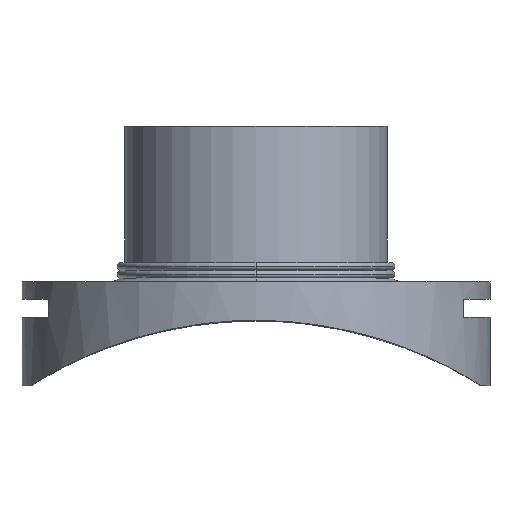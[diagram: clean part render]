
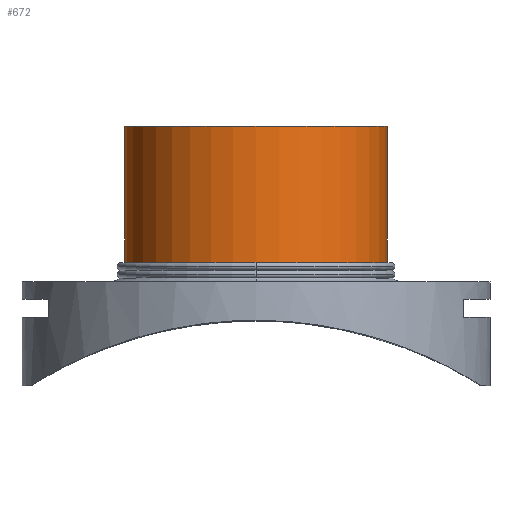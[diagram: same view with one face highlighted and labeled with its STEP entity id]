
A CAD part, top view. The second image highlights one B-rep face of the part: STEP entity #672.
In plain terms, the highlighted cylindrical face has radius 140 mm (diameter 280 mm), a partial arc.
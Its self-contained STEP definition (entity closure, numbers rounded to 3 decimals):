
#336 = EDGE_CURVE( '', #388, #580, #822, .T. );
#388 = VERTEX_POINT( '', #879 );
#404 = EDGE_CURVE( '', #626, #580, #896, .T. );
#412 = EDGE_CURVE( '', #618, #584, #904, .T. );
#484 = EDGE_CURVE( '', #618, #626, #983, .T. );
#580 = VERTEX_POINT( '', #1099 );
#584 = VERTEX_POINT( '', #1103 );
#618 = VERTEX_POINT( '', #1137 );
#626 = VERTEX_POINT( '', #1145 );
#630 = EDGE_CURVE( '', #584, #388, #1150, .T. );
#672 = ADVANCED_FACE( '', ( #1194 ), #1195, .T. );
#822 = LINE( '', #1355, #1356 );
#879 = CARTESIAN_POINT( '', ( -140., 277., 0. ) );
#896 = CIRCLE( '', #1488, 140. );
#904 = LINE( '', #1499, #1500 );
#983 = CIRCLE( '', #1700, 140. );
#1099 = CARTESIAN_POINT( '', ( -140., 127.733, 0. ) );
#1103 = CARTESIAN_POINT( '', ( 140., 277., 0. ) );
#1137 = CARTESIAN_POINT( '', ( 140., 127.733, 0. ) );
#1145 = CARTESIAN_POINT( '', ( 0., 127.733, 140. ) );
#1150 = CIRCLE( '', #1969, 140. );
#1194 = FACE_OUTER_BOUND( '', #2095, .T. );
#1195 = CYLINDRICAL_SURFACE( '', #2096, 140. );
#1355 = CARTESIAN_POINT( '', ( -140., 202.367, 0. ) );
#1356 = VECTOR( '', #2296, 1. );
#1488 = AXIS2_PLACEMENT_3D( '', #2379, #2380, #2381 );
#1499 = CARTESIAN_POINT( '', ( 140., 202.367, 0. ) );
#1500 = VECTOR( '', #2388, 1. );
#1700 = AXIS2_PLACEMENT_3D( '', #2489, #2490, #2491 );
#1969 = AXIS2_PLACEMENT_3D( '', #2715, #2716, #2717 );
#2095 = EDGE_LOOP( '', ( #2748, #2749, #2750, #2751, #2752 ) );
#2096 = AXIS2_PLACEMENT_3D( '', #2753, #2754, #2755 );
#2296 = DIRECTION( '', ( 0., -1., 0. ) );
#2379 = CARTESIAN_POINT( '', ( 0., 127.733, 0. ) );
#2380 = DIRECTION( '', ( 0., -1., 0. ) );
#2381 = DIRECTION( '', ( -1., 0., 0. ) );
#2388 = DIRECTION( '', ( 0., 1., 0. ) );
#2489 = CARTESIAN_POINT( '', ( 0., 127.733, 0. ) );
#2490 = DIRECTION( '', ( 0., -1., 0. ) );
#2491 = DIRECTION( '', ( -1., 0., 0. ) );
#2715 = CARTESIAN_POINT( '', ( 0., 277., 0. ) );
#2716 = DIRECTION( '', ( 0., -1., 0. ) );
#2717 = DIRECTION( '', ( -1., 0., 0. ) );
#2748 = ORIENTED_EDGE( '', *, *, #336, .T. );
#2749 = ORIENTED_EDGE( '', *, *, #404, .F. );
#2750 = ORIENTED_EDGE( '', *, *, #484, .F. );
#2751 = ORIENTED_EDGE( '', *, *, #412, .T. );
#2752 = ORIENTED_EDGE( '', *, *, #630, .T. );
#2753 = CARTESIAN_POINT( '', ( 0., 202.367, 0. ) );
#2754 = DIRECTION( '', ( 0., 1., 0. ) );
#2755 = DIRECTION( '', ( -1., 0., 0. ) );
